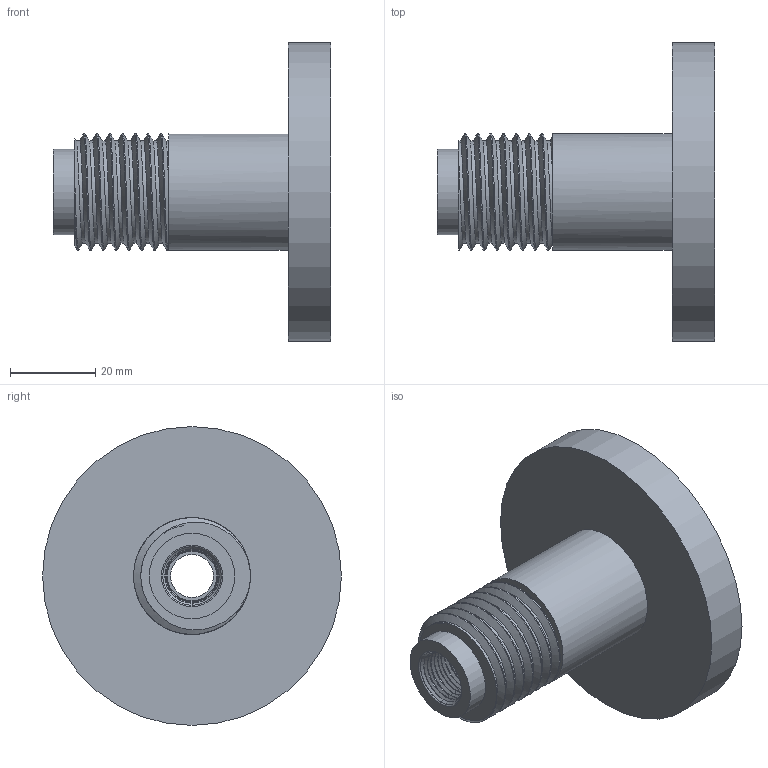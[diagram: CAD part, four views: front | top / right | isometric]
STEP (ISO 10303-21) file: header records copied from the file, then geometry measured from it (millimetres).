
FILE_DESCRIPTION(('FreeCAD Model'),'2;1');
FILE_NAME('Open CASCADE Shape Model','2024-10-15T09:04:42',(''),(''), 'Open CASCADE STEP processor 7.6','FreeCAD','Unknown');
FILE_SCHEMA(('CONFIG_CONTROL_DESIGN','SHAPE_APPEARANCE_LAYER_MIM'));
Length unit declared in the file: millimetre
Products named in the file (1): CoolingPassthroughInnerR
Bounding box: 65 x 70 x 70 mm (x, y, z)
Volume: 61162.9 mm3; surface area: 18340.5 mm2
Topology: 1 solids, 1 shells, 227 faces, 482 edges, 262 vertices
Faces by surface type: cone 208, plane 7, cylinder 6, torus 4, bspline 2
Full cylindrical faces by diameter (mm): 10 x1, 20 x1, 27.4 x1, 70 x1
Entity records: 8082 total; most frequent: CARTESIAN_POINT 3116, DIRECTION 1128, ORIENTED_EDGE 964, EDGE_CURVE 482, AXIS2_PLACEMENT_3D 458, VERTEX_POINT 262, FACE_BOUND 234, EDGE_LOOP 234
